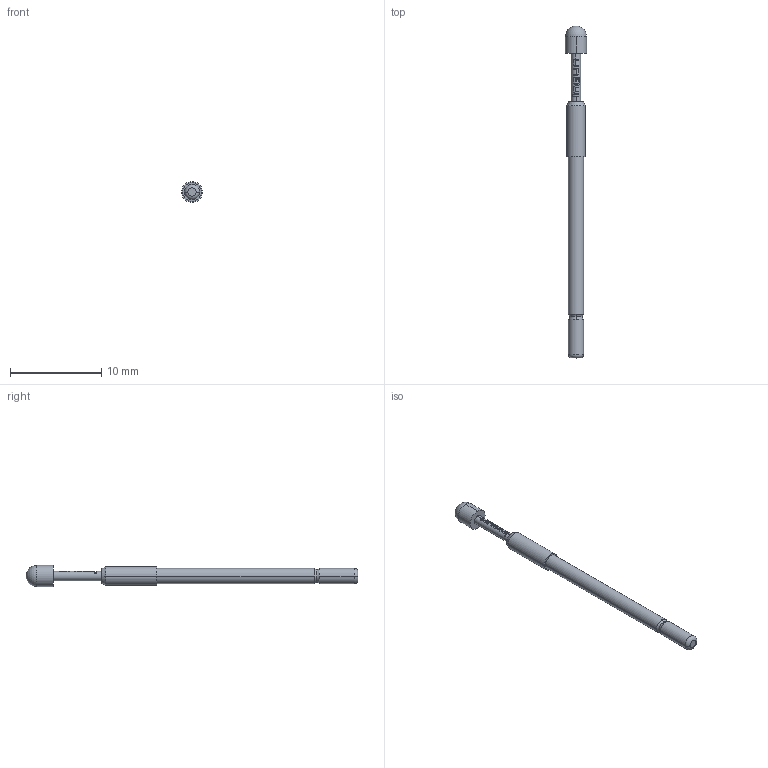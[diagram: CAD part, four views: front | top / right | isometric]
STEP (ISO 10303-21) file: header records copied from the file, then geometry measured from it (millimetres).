
FILE_DESCRIPTION (( 'STEP AP203' ), '1' );
FILE_NAME ('INGUN_GKS-112_305_230_A_xx06.STEP', '2020-08-10T12:33:56', ( '' ), ( '' ), 'SwSTEP 2.0', 'SolidWorks 2018', '' );
FILE_SCHEMA (( 'CONFIG_CONTROL_DESIGN' ));
Length unit declared in the file: millimetre
Products named in the file (1): INGUN_GKS-112_305_230_A_xx06
Bounding box: 2.3 x 36.3 x 2.3 mm (x, y, z)
Volume: 80.2 mm3; surface area: 200.8 mm2
Topology: 1 solids, 1 shells, 109 faces, 301 edges, 198 vertices
Faces by surface type: bspline 45, cylinder 29, plane 22, torus 8, cone 4, sphere 1
Entity records: 4601 total; most frequent: CARTESIAN_POINT 2295, ORIENTED_EDGE 596, EDGE_CURVE 298, DIRECTION 250, B_SPLINE_CURVE_WITH_KNOTS 222, VERTEX_POINT 196, EDGE_LOOP 114, ADVANCED_FACE 109
